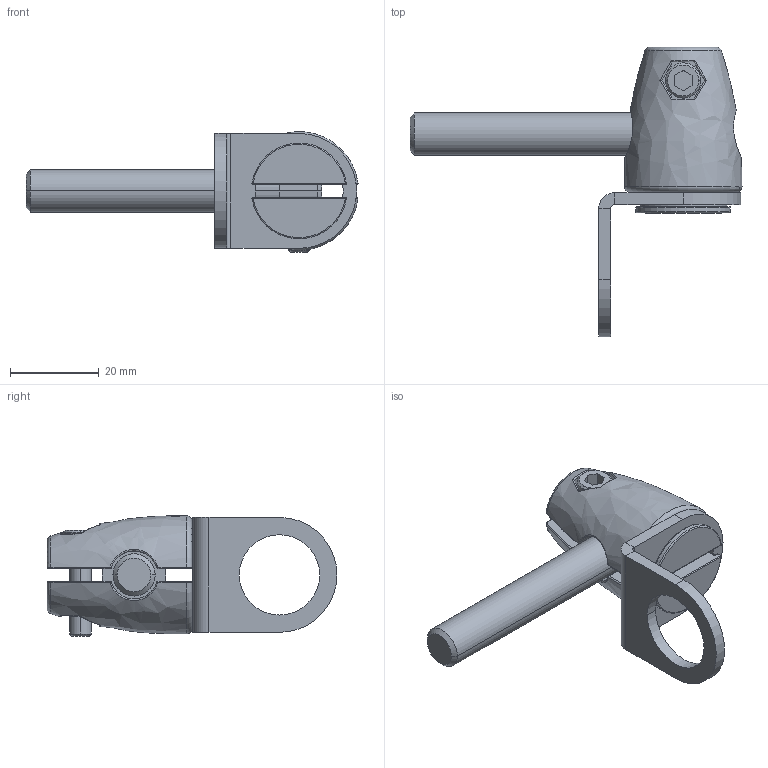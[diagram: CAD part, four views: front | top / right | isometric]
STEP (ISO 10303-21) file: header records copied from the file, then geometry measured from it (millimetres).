
FILE_DESCRIPTION((''),'2;1');
FILE_NAME('141614_SW','2008-08-12T',('banengservice'),('BANNER ENGINEERING'),'PRO/ENGINEER BY PARAMETRIC TECHNOLOGY CORPORATION, 2006170','PRO/ENGINEER BY PARAMETRIC TECHNOLOGY CORPORATION, 2006170','');
FILE_SCHEMA(('CONFIG_CONTROL_DESIGN'));
Length unit declared in the file: inch
Products named in the file (1): 141614_SW
Bounding box: 74.85 x 65.34 x 27.12 mm (x, y, z)
Volume: 18642.6 mm3; surface area: 10644.3 mm2
Topology: 1 solids, 1 shells, 242 faces, 562 edges, 328 vertices
Faces by surface type: cylinder 72, bspline 62, plane 60, torus 24, sphere 16, cone 8
Entity records: 9516 total; most frequent: CARTESIAN_POINT 4430, ORIENTED_EDGE 1124, DIRECTION 954, EDGE_CURVE 562, AXIS2_PLACEMENT_3D 380, VERTEX_POINT 328, EDGE_LOOP 256, FACE_OUTER_BOUND 242
